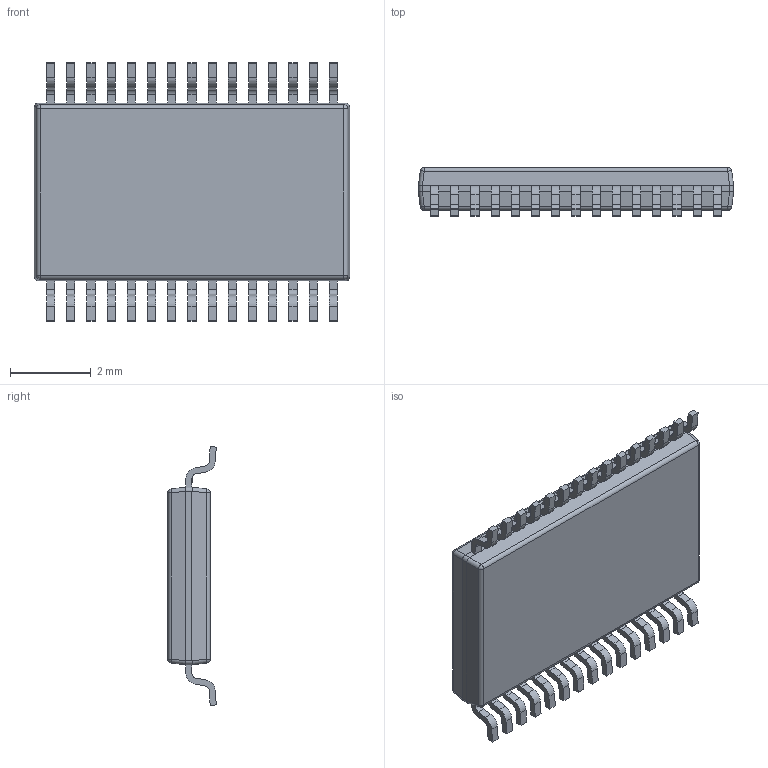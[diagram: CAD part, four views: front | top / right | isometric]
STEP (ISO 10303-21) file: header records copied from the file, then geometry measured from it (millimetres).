
FILE_DESCRIPTION (( 'STEP AP214' ), '1' );
FILE_NAME ('DBT30.STEP', '2020-08-11T09:00:45', ( '' ), ( '' ), 'SwSTEP 2.0', 'SolidWorks 2017', '' );
FILE_SCHEMA (( 'AUTOMOTIVE_DESIGN' ));
Length unit declared in the file: millimetre
Products named in the file (1): DBT30
Bounding box: 7.8 x 1.2 x 6.4 mm (x, y, z)
Volume: 36.6 mm3; surface area: 120.8 mm2
Topology: 32 solids, 32 shells, 469 faces, 1196 edges, 784 vertices
Faces by surface type: plane 317, cylinder 144, sphere 8
Entity records: 14355 total; most frequent: CARTESIAN_POINT 2514, ORIENTED_EDGE 2376, DIRECTION 2376, EDGE_CURVE 1188, VECTOR 892, LINE 892, VERTEX_POINT 784, AXIS2_PLACEMENT_3D 742
